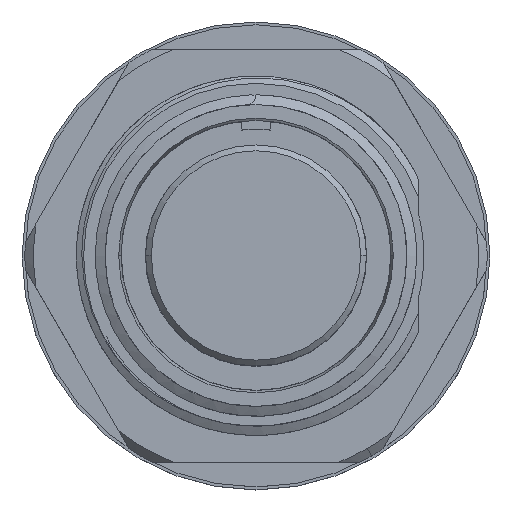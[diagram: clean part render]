
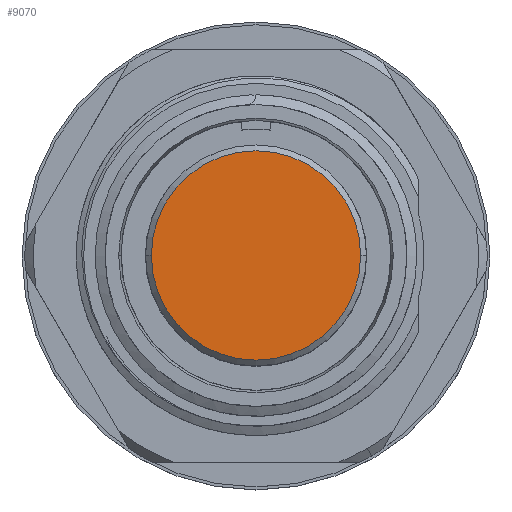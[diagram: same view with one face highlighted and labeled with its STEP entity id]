
A CAD part, top view. The second image highlights one B-rep face of the part: STEP entity #9070.
In plain terms, the highlighted planar face has unit normal (0, 0, 1).
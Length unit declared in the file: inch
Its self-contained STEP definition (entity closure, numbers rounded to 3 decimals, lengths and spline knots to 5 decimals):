
#2033 = AXIS2_PLACEMENT_3D ( 'NONE', #11579, #7949, #6390 ) ;
#2206 = CARTESIAN_POINT ( 'NONE',  ( -0.3625, 0., -0.018 ) ) ;
#3362 = CIRCLE ( 'NONE', #4681, 0.3625 ) ;
#3377 = CIRCLE ( 'NONE', #8117, 0.3625 ) ;
#3926 = PLANE ( 'NONE',  #2033 ) ;
#4681 = AXIS2_PLACEMENT_3D ( 'NONE', #8700, #12499, #15147 ) ;
#4958 = VERTEX_POINT ( 'NONE', #2206 ) ;
#6390 = DIRECTION ( 'NONE',  ( 0., -1., 0. ) ) ;
#6550 = FACE_OUTER_BOUND ( 'NONE', #13560, .T. ) ;
#7440 = CARTESIAN_POINT ( 'NONE',  ( 0., 0., -0.018 ) ) ;
#7620 = VERTEX_POINT ( 'NONE', #8112 ) ;
#7949 = DIRECTION ( 'NONE',  ( 0., 0., -1. ) ) ;
#8112 = CARTESIAN_POINT ( 'NONE',  ( 0.3625, 0., -0.018 ) ) ;
#8117 = AXIS2_PLACEMENT_3D ( 'NONE', #7440, #8611, #12475 ) ;
#8611 = DIRECTION ( 'NONE',  ( 0., 0., 1. ) ) ;
#8700 = CARTESIAN_POINT ( 'NONE',  ( 0., 0., -0.018 ) ) ;
#9070 = ADVANCED_FACE ( 'NONE', ( #6550 ), #3926, .F. ) ;
#10351 = ORIENTED_EDGE ( 'NONE', *, *, #14418, .T. ) ;
#10560 = ORIENTED_EDGE ( 'NONE', *, *, #10691, .T. ) ;
#10691 = EDGE_CURVE ( 'NONE', #7620, #4958, #3362, .T. ) ;
#11579 = CARTESIAN_POINT ( 'NONE',  ( 0., 0.3625, -0.018 ) ) ;
#12475 = DIRECTION ( 'NONE',  ( 1., 0., 0. ) ) ;
#12499 = DIRECTION ( 'NONE',  ( 0., 0., 1. ) ) ;
#13560 = EDGE_LOOP ( 'NONE', ( #10351, #10560 ) ) ;
#14418 = EDGE_CURVE ( 'NONE', #4958, #7620, #3377, .T. ) ;
#15147 = DIRECTION ( 'NONE',  ( 1., 0., 0. ) ) ;
